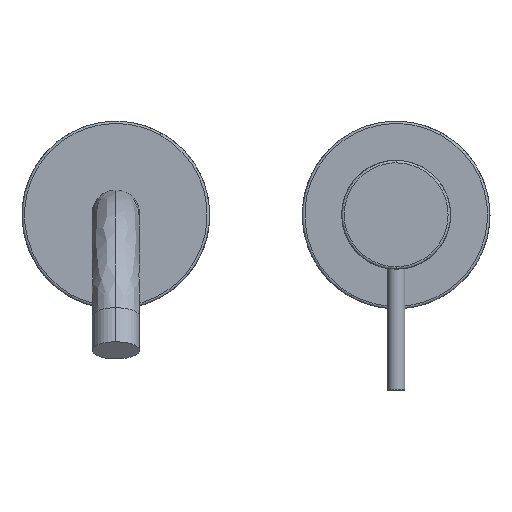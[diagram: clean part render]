
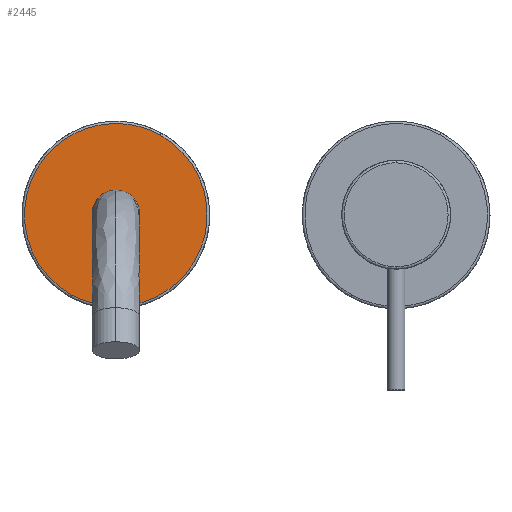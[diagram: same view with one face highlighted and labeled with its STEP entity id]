
A CAD part, top view. The second image highlights one B-rep face of the part: STEP entity #2445.
In plain terms, the highlighted planar face has unit normal (0, 0, 1).
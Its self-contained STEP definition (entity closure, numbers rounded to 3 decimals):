
#222 = CARTESIAN_POINT ( 'NONE',  ( 0., 9.6, 8. ) ) ;
#685 = CARTESIAN_POINT ( 'NONE',  ( -46.564, 67.03, 8. ) ) ;
#700 = CARTESIAN_POINT ( 'NONE',  ( 17.499, 32.032, 8. ) ) ;
#732 = EDGE_CURVE ( 'NONE', #2534, #1365, #2506, .T. ) ;
#748 = ORIENTED_EDGE ( 'NONE', *, *, #1387, .F. ) ;
#771 = CARTESIAN_POINT ( 'NONE',  ( 17.499, 32.032, 8. ) ) ;
#866 = CARTESIAN_POINT ( 'NONE',  ( -17.499, -32.032, 8. ) ) ;
#881 = CARTESIAN_POINT ( 'NONE',  ( -17.499, -32.032, 8. ) ) ;
#1246 = CARTESIAN_POINT ( 'NONE',  ( -81.563, 2.966, 8. ) ) ;
#1311 = AXIS2_PLACEMENT_3D ( 'NONE', #222, #1798, #2355 ) ;
#1365 = VERTEX_POINT ( 'NONE', #881 ) ;
#1387 = EDGE_CURVE ( 'NONE', #1365, #2534, #2417, .T. ) ;
#1411 = PLANE ( 'NONE',  #1311 ) ;
#1473 = FACE_OUTER_BOUND ( 'NONE', #1898, .T. ) ;
#1657 = ORIENTED_EDGE ( 'NONE', *, *, #732, .F. ) ;
#1798 = DIRECTION ( 'NONE',  ( 0., 0., -1. ) ) ;
#1898 = EDGE_LOOP ( 'NONE', ( #748, #1657 ) ) ;
#2073 = CARTESIAN_POINT ( 'NONE',  ( 81.563, -2.966, 8. ) ) ;
#2272 = CARTESIAN_POINT ( 'NONE',  ( 46.564, -67.03, 8. ) ) ;
#2355 = DIRECTION ( 'NONE',  ( 0., 1., 0. ) ) ;
#2417 =( BOUNDED_CURVE ( )  B_SPLINE_CURVE ( 3, ( #2422, #1246, #685, #2444 ),
 .UNSPECIFIED., .F., .T. ) 
 B_SPLINE_CURVE_WITH_KNOTS ( ( 4, 4 ),
 ( 0., 1. ),
 .UNSPECIFIED. ) 
 CURVE ( )  GEOMETRIC_REPRESENTATION_ITEM ( )  RATIONAL_B_SPLINE_CURVE ( ( 1., 0.333, 0.333, 1. ) ) 
 REPRESENTATION_ITEM ( '' )  );
#2422 = CARTESIAN_POINT ( 'NONE',  ( -17.499, -32.032, 8. ) ) ;
#2444 = CARTESIAN_POINT ( 'NONE',  ( 17.499, 32.032, 8. ) ) ;
#2445 = ADVANCED_FACE ( 'NONE', ( #1473 ), #1411, .F. ) ;
#2506 =( BOUNDED_CURVE ( )  B_SPLINE_CURVE ( 3, ( #700, #2073, #2272, #866 ),
 .UNSPECIFIED., .F., .F. ) 
 B_SPLINE_CURVE_WITH_KNOTS ( ( 4, 4 ),
 ( 0., 1. ),
 .UNSPECIFIED. ) 
 CURVE ( )  GEOMETRIC_REPRESENTATION_ITEM ( )  RATIONAL_B_SPLINE_CURVE ( ( 1., 0.333, 0.333, 1. ) ) 
 REPRESENTATION_ITEM ( '' )  );
#2534 = VERTEX_POINT ( 'NONE', #771 ) ;
